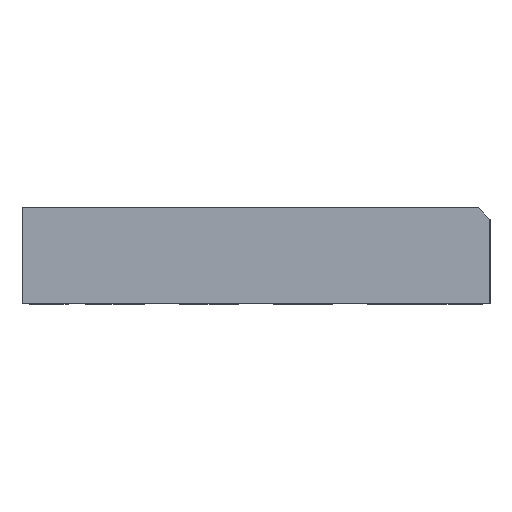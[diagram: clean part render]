
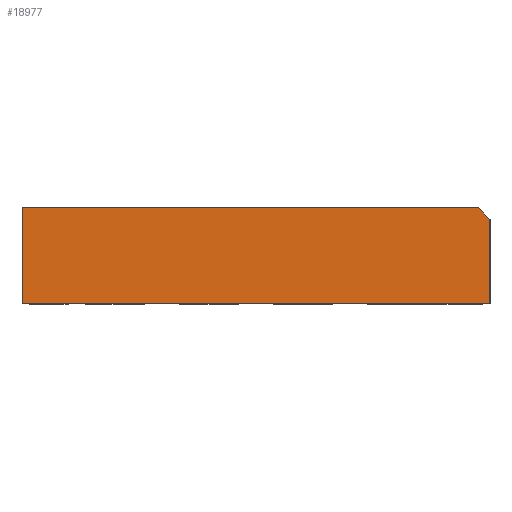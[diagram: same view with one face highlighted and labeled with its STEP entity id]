
A CAD part, left-side view. The second image highlights one B-rep face of the part: STEP entity #18977.
In plain terms, the highlighted planar face has unit normal (-1, 0, 0).
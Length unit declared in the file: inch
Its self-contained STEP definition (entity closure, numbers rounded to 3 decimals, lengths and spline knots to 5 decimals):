
#6228 = AXIS2_PLACEMENT_3D ( 'NONE', #9332, #9333, #9334 ) ;
#8495 = FACE_OUTER_BOUND ( 'NONE', #46933, .T. ) ;
#9311 = PLANE ( 'NONE',  #6228 ) ;
#9332 = CARTESIAN_POINT ( 'NONE',  ( -0.498, -0.498, 0.205 ) ) ;
#9333 = DIRECTION ( 'NONE',  ( 1., 0., 0. ) ) ;
#9334 = DIRECTION ( 'NONE',  ( 0., 0., -1. ) ) ;
#18977 = ADVANCED_FACE ( 'NONE', ( #8495 ), #9311, .F. ) ;
#20845 = LINE ( 'NONE', #26829, #20853 ) ;
#20853 = VECTOR ( 'NONE', #26838, 39.37008 ) ;
#21012 = LINE ( 'NONE', #27129, #21018 ) ;
#21016 = LINE ( 'NONE', #27131, #21021 ) ;
#21018 = VECTOR ( 'NONE', #27130, 39.37008 ) ;
#21019 = LINE ( 'NONE', #27133, #21024 ) ;
#21021 = VECTOR ( 'NONE', #27132, 39.37008 ) ;
#21024 = VECTOR ( 'NONE', #27134, 39.37008 ) ;
#26829 = CARTESIAN_POINT ( 'NONE',  ( -0.498, -0.498, 0.205 ) ) ;
#26838 = DIRECTION ( 'NONE',  ( 0., -1., 0. ) ) ;
#27129 = CARTESIAN_POINT ( 'NONE',  ( -0.498, 0.498, 0.205 ) ) ;
#27130 = DIRECTION ( 'NONE',  ( 0., 0., -1. ) ) ;
#27131 = CARTESIAN_POINT ( 'NONE',  ( -0.498, -0.498, 0.205 ) ) ;
#27132 = DIRECTION ( 'NONE',  ( 0., 0., -1. ) ) ;
#27133 = CARTESIAN_POINT ( 'NONE',  ( -0.498, -0.473, 0.205 ) ) ;
#27134 = DIRECTION ( 'NONE',  ( 0., 0.707, 0.707 ) ) ;
#43715 = EDGE_CURVE ( 'NONE', #71845, #71872, #55961, .T. ) ;
#46933 = EDGE_LOOP ( 'NONE', ( #57430, #57431, #57433, #57435, #57437 ) ) ;
#47995 = CARTESIAN_POINT ( 'NONE',  ( -0.498, 0.498, 0.205 ) ) ;
#48040 = CARTESIAN_POINT ( 'NONE',  ( -0.498, -0.473, 0.205 ) ) ;
#50718 = EDGE_CURVE ( 'NONE', #58099, #58126, #20845, .T. ) ;
#50878 = EDGE_CURVE ( 'NONE', #58099, #71845, #21012, .T. ) ;
#50880 = EDGE_CURVE ( 'NONE', #58573, #71872, #21016, .T. ) ;
#50882 = EDGE_CURVE ( 'NONE', #58573, #58126, #21019, .T. ) ;
#52373 = CARTESIAN_POINT ( 'NONE',  ( -0.498, -0.498, 0.18 ) ) ;
#55961 = LINE ( 'NONE', #59812, #55972 ) ;
#55972 = VECTOR ( 'NONE', #59877, 39.37008 ) ;
#57430 = ORIENTED_EDGE ( 'NONE', *, *, #50880, .F. ) ;
#57431 = ORIENTED_EDGE ( 'NONE', *, *, #50882, .T. ) ;
#57433 = ORIENTED_EDGE ( 'NONE', *, *, #50718, .F. ) ;
#57435 = ORIENTED_EDGE ( 'NONE', *, *, #50878, .T. ) ;
#57437 = ORIENTED_EDGE ( 'NONE', *, *, #43715, .T. ) ;
#58099 = VERTEX_POINT ( 'NONE', #47995 ) ;
#58126 = VERTEX_POINT ( 'NONE', #48040 ) ;
#58573 = VERTEX_POINT ( 'NONE', #52373 ) ;
#59812 = CARTESIAN_POINT ( 'NONE',  ( -0.498, -0.498, 0. ) ) ;
#59877 = DIRECTION ( 'NONE',  ( 0., -1., 0. ) ) ;
#71845 = VERTEX_POINT ( 'NONE', #75063 ) ;
#71872 = VERTEX_POINT ( 'NONE', #75090 ) ;
#75063 = CARTESIAN_POINT ( 'NONE',  ( -0.498, 0.498, 0. ) ) ;
#75090 = CARTESIAN_POINT ( 'NONE',  ( -0.498, -0.498, 0. ) ) ;
